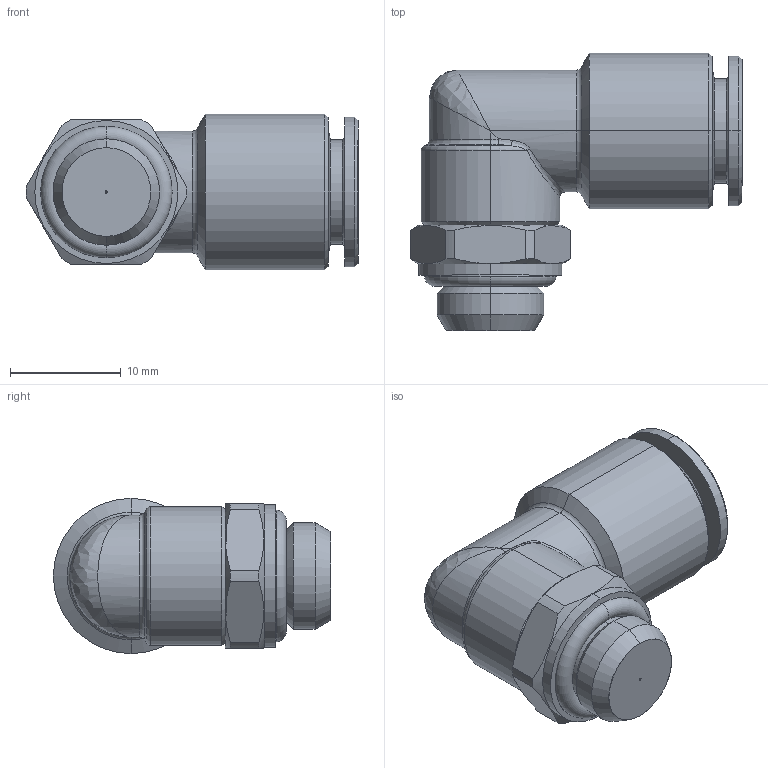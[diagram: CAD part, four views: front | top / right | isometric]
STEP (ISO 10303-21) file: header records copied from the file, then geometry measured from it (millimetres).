
FILE_DESCRIPTION(( 'MV.44.08.18-0.2.STEP' ), '1');
FILE_NAME( 'MV.44.08.18-0.2.STEP', '2018-10-05T11:52:59',( 'Sopra'),('sopra-pneumatic.com'), 'SwSTEP 2.0','SolidWorks 2009','' );
FILE_SCHEMA (( 'CONFIG_CONTROL_DESIGN' ));
Length unit declared in the file: millimetre
Products named in the file (1): 04340C41-02
Bounding box: 29.95 x 25 x 14 mm (x, y, z)
Volume: 4008.8 mm3; surface area: 2618.2 mm2
Topology: 2 solids, 2 shells, 88 faces, 194 edges, 112 vertices
Faces by surface type: cylinder 31, cone 25, plane 14, torus 12, bspline 6
Entity records: 3765 total; most frequent: CARTESIAN_POINT 1779, DIRECTION 422, ORIENTED_EDGE 384, EDGE_CURVE 192, AXIS2_PLACEMENT_3D 181, VERTEX_POINT 112, CIRCLE 98, EDGE_LOOP 94
